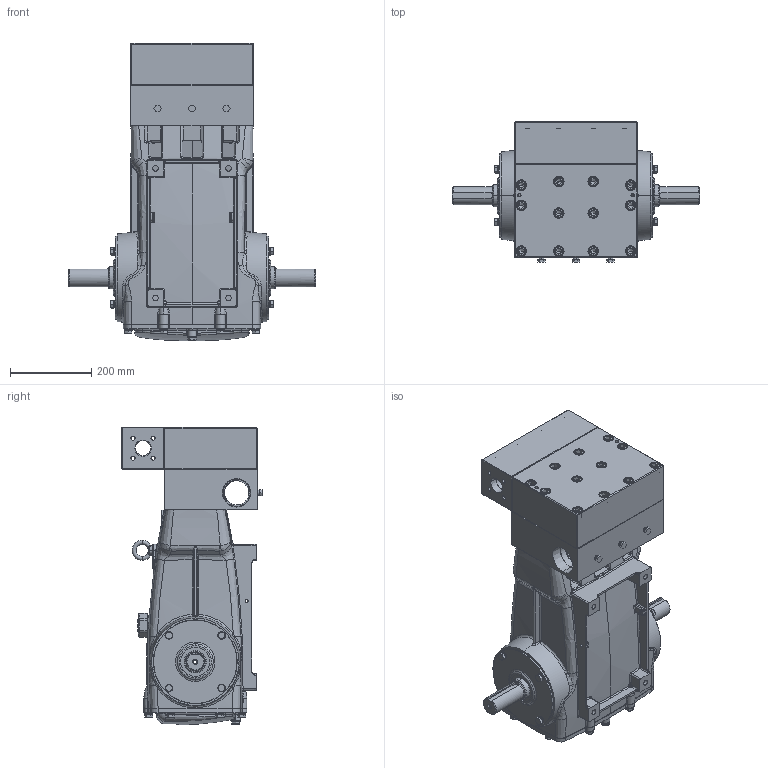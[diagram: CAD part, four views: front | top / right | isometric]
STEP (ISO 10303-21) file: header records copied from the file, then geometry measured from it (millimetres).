
FILE_DESCRIPTION (( 'STEP AP203' ), '1' );
FILE_NAME ('6841.STEP', '2022-06-02T13:41:56', ( '' ), ( '' ), 'SwSTEP 2.0', 'SolidWorks 2021', '' );
FILE_SCHEMA (( 'CONFIG_CONTROL_DESIGN' ));
Length unit declared in the file: inch
Products named in the file (1): 6841
Bounding box: 610 x 345.82 x 735.26 mm (x, y, z)
Surface area: 1477295.3 mm2 (no closed solid volume)
Topology: 0 solids, 97 shells, 1484 faces, 4334 edges, 2788 vertices
Faces by surface type: plane 496, cylinder 380, bspline 318, cone 161, torus 94, sphere 35
Entity records: 69132 total; most frequent: CARTESIAN_POINT 32655, DIRECTION 7303, ORIENTED_EDGE 7286, EDGE_CURVE 4260, AXIS2_PLACEMENT_3D 2864, VERTEX_POINT 2778, CIRCLE 1697, EDGE_LOOP 1689
